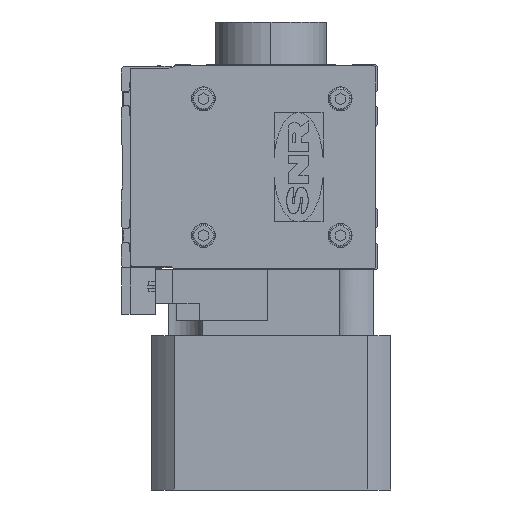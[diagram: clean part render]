
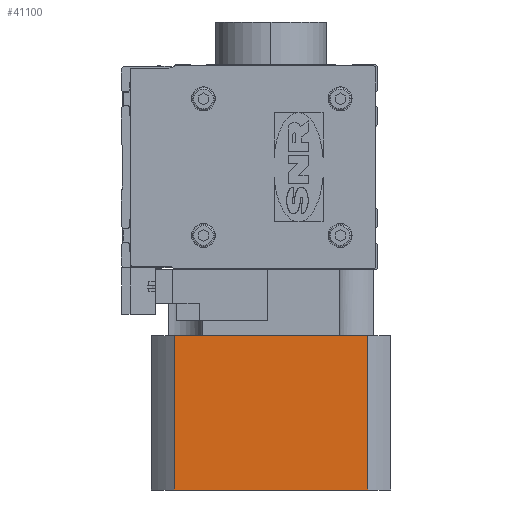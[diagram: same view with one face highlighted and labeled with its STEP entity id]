
A CAD part, left-side view. The second image highlights one B-rep face of the part: STEP entity #41100.
In plain terms, the highlighted planar face has unit normal (-1, 0, 0).
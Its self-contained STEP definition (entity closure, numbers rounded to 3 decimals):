
#15311=DIRECTION('',(0.,1.,0.));
#15312=VECTOR('',#15311,113.137);
#15313=CARTESIAN_POINT('',(1626.,5.931,-98.7));
#15314=LINE('',#15313,#15312);
#15394=DIRECTION('',(0.,0.,-1.));
#15395=VECTOR('',#15394,90.3);
#15396=CARTESIAN_POINT('',(1626.,119.069,-98.7));
#15397=LINE('',#15396,#15395);
#15398=DIRECTION('',(0.,0.,-1.));
#15399=VECTOR('',#15398,90.3);
#15400=CARTESIAN_POINT('',(1626.,5.931,-98.7));
#15401=LINE('',#15400,#15399);
#15433=DIRECTION('',(0.,1.,0.));
#15434=VECTOR('',#15433,113.137);
#15435=CARTESIAN_POINT('',(1626.,5.931,-189.));
#15436=LINE('',#15435,#15434);
#21442=CARTESIAN_POINT('',(1626.,5.931,-98.7));
#21443=VERTEX_POINT('',#21442);
#21444=CARTESIAN_POINT('',(1626.,119.069,-98.7));
#21445=VERTEX_POINT('',#21444);
#21458=CARTESIAN_POINT('',(1626.,5.931,-189.));
#21459=VERTEX_POINT('',#21458);
#21460=CARTESIAN_POINT('',(1626.,119.069,-189.));
#21461=VERTEX_POINT('',#21460);
#41087=CARTESIAN_POINT('',(1626.,5.931,-98.7));
#41088=DIRECTION('',(-1.,0.,0.));
#41089=DIRECTION('',(0.,1.,0.));
#41090=AXIS2_PLACEMENT_3D('',#41087,#41088,#41089);
#41091=PLANE('',#41090);
#41092=ORIENTED_EDGE('',*,*,#40976,.F.);
#41094=ORIENTED_EDGE('',*,*,#41093,.T.);
#41096=ORIENTED_EDGE('',*,*,#41095,.T.);
#41097=ORIENTED_EDGE('',*,*,#41079,.F.);
#41098=EDGE_LOOP('',(#41092,#41094,#41096,#41097));
#41099=FACE_OUTER_BOUND('',#41098,.F.);
#41100=ADVANCED_FACE('',(#41099),#41091,.T.);
#40976=EDGE_CURVE('',#21443,#21445,#15314,.T.);
#41079=EDGE_CURVE('',#21445,#21461,#15397,.T.);
#41093=EDGE_CURVE('',#21443,#21459,#15401,.T.);
#41095=EDGE_CURVE('',#21459,#21461,#15436,.T.);
